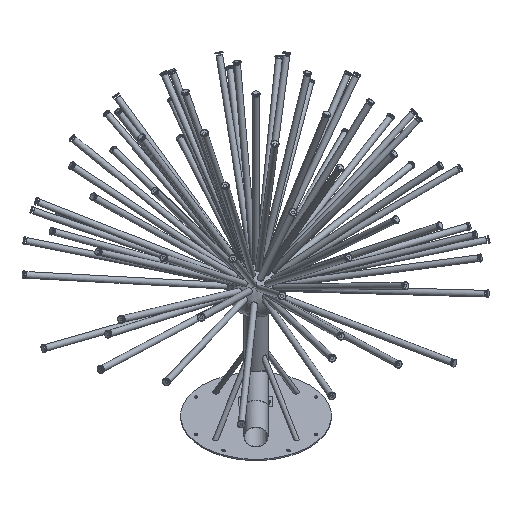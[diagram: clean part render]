
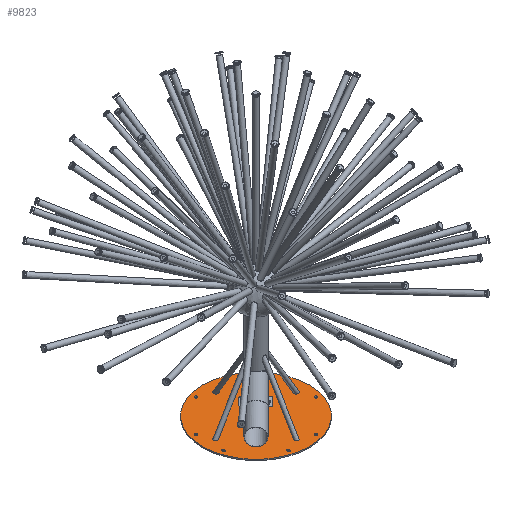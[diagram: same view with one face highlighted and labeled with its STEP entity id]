
A CAD part, isometric view. The second image highlights one B-rep face of the part: STEP entity #9823.
In plain terms, the highlighted face is planar.
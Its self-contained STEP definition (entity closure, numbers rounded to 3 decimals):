
#86=ELLIPSE('',#10490,9.913,8.5);
#87=ELLIPSE('',#10491,9.913,8.5);
#88=ELLIPSE('',#10492,9.913,8.5);
#89=ELLIPSE('',#10502,9.913,8.5);
#368=FACE_BOUND('',#2481,.T.);
#369=FACE_BOUND('',#2482,.T.);
#370=FACE_BOUND('',#2483,.T.);
#371=FACE_BOUND('',#2484,.T.);
#372=FACE_BOUND('',#2485,.T.);
#373=FACE_BOUND('',#2486,.T.);
#374=FACE_BOUND('',#2487,.T.);
#375=FACE_BOUND('',#2488,.T.);
#376=FACE_BOUND('',#2489,.T.);
#377=FACE_BOUND('',#2490,.T.);
#378=FACE_BOUND('',#2491,.T.);
#379=FACE_BOUND('',#2492,.T.);
#380=FACE_BOUND('',#2493,.T.);
#381=FACE_BOUND('',#2494,.T.);
#915=CIRCLE('',#10382,6.596);
#916=CIRCLE('',#10385,6.596);
#917=CIRCLE('',#10389,6.596);
#918=CIRCLE('',#10392,6.596);
#919=CIRCLE('',#10489,237.5);
#920=CIRCLE('',#10493,38.);
#921=CIRCLE('',#10494,6.);
#922=CIRCLE('',#10495,6.);
#923=CIRCLE('',#10496,6.);
#924=CIRCLE('',#10497,6.);
#925=CIRCLE('',#10498,6.);
#926=CIRCLE('',#10499,6.);
#927=CIRCLE('',#10500,6.);
#928=CIRCLE('',#10501,6.);
#1730=FACE_OUTER_BOUND('',#2480,.T.);
#2480=EDGE_LOOP('',(#7538));
#2481=EDGE_LOOP('',(#7539));
#2482=EDGE_LOOP('',(#7540));
#2483=EDGE_LOOP('',(#7541));
#2484=EDGE_LOOP('',(#7542));
#2485=EDGE_LOOP('',(#7543));
#2486=EDGE_LOOP('',(#7544));
#2487=EDGE_LOOP('',(#7545));
#2488=EDGE_LOOP('',(#7546));
#2489=EDGE_LOOP('',(#7547));
#2490=EDGE_LOOP('',(#7548));
#2491=EDGE_LOOP('',(#7549));
#2492=EDGE_LOOP('',(#7550));
#2493=EDGE_LOOP('',(#7551));
#2494=EDGE_LOOP('',(#7552,#7553,#7554,#7555,#7556,#7557,#7558,#7559));
#3802=LINE('',#15305,#4187);
#3806=LINE('',#15314,#4191);
#3826=LINE('',#15707,#4211);
#3829=LINE('',#15715,#4214);
#4187=VECTOR('',#11712,92.345);
#4191=VECTOR('',#11722,44.853);
#4211=VECTOR('',#11750,92.345);
#4214=VECTOR('',#11759,44.853);
#4606=VERTEX_POINT('',#15302);
#4607=VERTEX_POINT('',#15304);
#4608=VERTEX_POINT('',#15308);
#4609=VERTEX_POINT('',#15312);
#4610=VERTEX_POINT('',#15316);
#4627=VERTEX_POINT('',#15705);
#4628=VERTEX_POINT('',#15709);
#4629=VERTEX_POINT('',#15713);
#4852=VERTEX_POINT('',#16972);
#4853=VERTEX_POINT('',#16974);
#4854=VERTEX_POINT('',#16976);
#4855=VERTEX_POINT('',#16978);
#4856=VERTEX_POINT('',#16980);
#4857=VERTEX_POINT('',#16982);
#4858=VERTEX_POINT('',#16984);
#4859=VERTEX_POINT('',#16986);
#4860=VERTEX_POINT('',#16988);
#4861=VERTEX_POINT('',#16990);
#4862=VERTEX_POINT('',#16992);
#4863=VERTEX_POINT('',#16994);
#4864=VERTEX_POINT('',#16996);
#4865=VERTEX_POINT('',#16998);
#5564=EDGE_CURVE('',#4607,#4606,#3802,.T.);
#5567=EDGE_CURVE('',#4606,#4608,#915,.T.);
#5569=EDGE_CURVE('',#4608,#4609,#3806,.T.);
#5571=EDGE_CURVE('',#4609,#4610,#916,.T.);
#5610=EDGE_CURVE('',#4610,#4627,#3826,.T.);
#5612=EDGE_CURVE('',#4627,#4628,#917,.T.);
#5614=EDGE_CURVE('',#4628,#4629,#3829,.T.);
#5615=EDGE_CURVE('',#4629,#4607,#918,.T.);
#5949=EDGE_CURVE('',#4852,#4852,#919,.T.);
#5950=EDGE_CURVE('',#4853,#4853,#86,.T.);
#5951=EDGE_CURVE('',#4854,#4854,#87,.T.);
#5952=EDGE_CURVE('',#4855,#4855,#88,.T.);
#5953=EDGE_CURVE('',#4856,#4856,#920,.T.);
#5954=EDGE_CURVE('',#4857,#4857,#921,.T.);
#5955=EDGE_CURVE('',#4858,#4858,#922,.T.);
#5956=EDGE_CURVE('',#4859,#4859,#923,.T.);
#5957=EDGE_CURVE('',#4860,#4860,#924,.T.);
#5958=EDGE_CURVE('',#4861,#4861,#925,.T.);
#5959=EDGE_CURVE('',#4862,#4862,#926,.T.);
#5960=EDGE_CURVE('',#4863,#4863,#927,.T.);
#5961=EDGE_CURVE('',#4864,#4864,#928,.T.);
#5962=EDGE_CURVE('',#4865,#4865,#89,.T.);
#7538=ORIENTED_EDGE('',*,*,#5949,.F.);
#7539=ORIENTED_EDGE('',*,*,#5950,.T.);
#7540=ORIENTED_EDGE('',*,*,#5951,.T.);
#7541=ORIENTED_EDGE('',*,*,#5952,.T.);
#7542=ORIENTED_EDGE('',*,*,#5953,.T.);
#7543=ORIENTED_EDGE('',*,*,#5954,.T.);
#7544=ORIENTED_EDGE('',*,*,#5955,.T.);
#7545=ORIENTED_EDGE('',*,*,#5956,.T.);
#7546=ORIENTED_EDGE('',*,*,#5957,.T.);
#7547=ORIENTED_EDGE('',*,*,#5958,.T.);
#7548=ORIENTED_EDGE('',*,*,#5959,.T.);
#7549=ORIENTED_EDGE('',*,*,#5960,.T.);
#7550=ORIENTED_EDGE('',*,*,#5961,.T.);
#7551=ORIENTED_EDGE('',*,*,#5962,.T.);
#7552=ORIENTED_EDGE('',*,*,#5564,.T.);
#7553=ORIENTED_EDGE('',*,*,#5567,.T.);
#7554=ORIENTED_EDGE('',*,*,#5569,.T.);
#7555=ORIENTED_EDGE('',*,*,#5571,.T.);
#7556=ORIENTED_EDGE('',*,*,#5610,.T.);
#7557=ORIENTED_EDGE('',*,*,#5612,.T.);
#7558=ORIENTED_EDGE('',*,*,#5614,.T.);
#7559=ORIENTED_EDGE('',*,*,#5615,.T.);
#8845=PLANE('',#10488);
#9823=ADVANCED_FACE('',(#1730,#368,#369,#370,#371,#372,#373,#374,#375,#376,
#377,#378,#379,#380,#381),#8845,.T.);
#10382=AXIS2_PLACEMENT_3D('',#15310,#11717,#11718);
#10385=AXIS2_PLACEMENT_3D('',#15318,#11726,#11727);
#10389=AXIS2_PLACEMENT_3D('',#15711,#11754,#11755);
#10392=AXIS2_PLACEMENT_3D('',#15717,#11762,#11763);
#10488=AXIS2_PLACEMENT_3D('',#16971,#12225,#12226);
#10489=AXIS2_PLACEMENT_3D('',#16973,#12227,#12228);
#10490=AXIS2_PLACEMENT_3D('',#16975,#12229,#12230);
#10491=AXIS2_PLACEMENT_3D('',#16977,#12231,#12232);
#10492=AXIS2_PLACEMENT_3D('',#16979,#12233,#12234);
#10493=AXIS2_PLACEMENT_3D('',#16981,#12235,#12236);
#10494=AXIS2_PLACEMENT_3D('',#16983,#12237,#12238);
#10495=AXIS2_PLACEMENT_3D('',#16985,#12239,#12240);
#10496=AXIS2_PLACEMENT_3D('',#16987,#12241,#12242);
#10497=AXIS2_PLACEMENT_3D('',#16989,#12243,#12244);
#10498=AXIS2_PLACEMENT_3D('',#16991,#12245,#12246);
#10499=AXIS2_PLACEMENT_3D('',#16993,#12247,#12248);
#10500=AXIS2_PLACEMENT_3D('',#16995,#12249,#12250);
#10501=AXIS2_PLACEMENT_3D('',#16997,#12251,#12252);
#10502=AXIS2_PLACEMENT_3D('',#16999,#12253,#12254);
#11712=DIRECTION('',(0.707,0.,0.707));
#11717=DIRECTION('center_axis',(0.,-1.,0.));
#11718=DIRECTION('ref_axis',(-0.707,0.,-0.707));
#11722=DIRECTION('',(-0.707,0.,0.707));
#11726=DIRECTION('center_axis',(0.,-1.,0.));
#11727=DIRECTION('ref_axis',(0.707,0.,-0.707));
#11750=DIRECTION('',(-0.707,0.,-0.707));
#11754=DIRECTION('center_axis',(0.,-1.,0.));
#11755=DIRECTION('ref_axis',(0.707,0.,0.707));
#11759=DIRECTION('',(0.707,0.,-0.707));
#11762=DIRECTION('center_axis',(0.,-1.,0.));
#11763=DIRECTION('ref_axis',(-0.707,0.,0.707));
#12225=DIRECTION('center_axis',(0.,1.,0.));
#12226=DIRECTION('ref_axis',(0.,0.,1.));
#12227=DIRECTION('center_axis',(0.,-1.,0.));
#12228=DIRECTION('ref_axis',(1.,0.,0.));
#12229=DIRECTION('center_axis',(0.,-1.,0.));
#12230=DIRECTION('ref_axis',(0.,0.,1.));
#12231=DIRECTION('center_axis',(0.,-1.,0.));
#12232=DIRECTION('ref_axis',(1.,0.,0.));
#12233=DIRECTION('center_axis',(0.,-1.,0.));
#12234=DIRECTION('ref_axis',(0.,0.,
-1.));
#12235=DIRECTION('center_axis',(0.,-1.,0.));
#12236=DIRECTION('ref_axis',(1.,0.,0.));
#12237=DIRECTION('center_axis',(0.,-1.,0.));
#12238=DIRECTION('ref_axis',(-1.,0.,0.));
#12239=DIRECTION('center_axis',(0.,-1.,0.));
#12240=DIRECTION('ref_axis',(-1.,0.,0.));
#12241=DIRECTION('center_axis',(0.,-1.,0.));
#12242=DIRECTION('ref_axis',(-1.,0.,0.));
#12243=DIRECTION('center_axis',(0.,-1.,0.));
#12244=DIRECTION('ref_axis',(-1.,0.,0.));
#12245=DIRECTION('center_axis',(0.,-1.,0.));
#12246=DIRECTION('ref_axis',(-1.,0.,0.));
#12247=DIRECTION('center_axis',(0.,-1.,0.));
#12248=DIRECTION('ref_axis',(-1.,0.,0.));
#12249=DIRECTION('center_axis',(0.,-1.,0.));
#12250=DIRECTION('ref_axis',(-1.,0.,0.));
#12251=DIRECTION('center_axis',(0.,-1.,0.));
#12252=DIRECTION('ref_axis',(-1.,0.,0.));
#12253=DIRECTION('center_axis',(0.,-1.,0.));
#12254=DIRECTION('ref_axis',(-1.,0.,0.));
#15302=CARTESIAN_POINT('',(107.462,5.,-43.277));
#15304=CARTESIAN_POINT('',(42.164,5.,-108.575));
#15305=CARTESIAN_POINT('',(118.141,5.,-32.597));
#15308=CARTESIAN_POINT('',(107.462,5.,-33.948));
#15310=CARTESIAN_POINT('Origin',(102.798,5.,-38.612));
#15312=CARTESIAN_POINT('',(75.745,5.,-2.232));
#15314=CARTESIAN_POINT('',(131.484,5.,-57.971));
#15316=CARTESIAN_POINT('',(66.417,5.,-2.232));
#15318=CARTESIAN_POINT('Origin',(71.081,5.,-6.896));
#15705=CARTESIAN_POINT('',(1.119,5.,-67.53));
#15707=CARTESIAN_POINT('',(109.746,5.,41.097));
#15709=CARTESIAN_POINT('',(1.119,5.,-76.858));
#15711=CARTESIAN_POINT('Origin',(5.783,5.,-72.194));
#15713=CARTESIAN_POINT('',(32.835,5.,-108.575));
#15715=CARTESIAN_POINT('',(41.,5.,-116.739));
#15717=CARTESIAN_POINT('Origin',(37.499,5.,-103.91));
#16971=CARTESIAN_POINT('Origin',(237.5,5.,0.));
#16972=CARTESIAN_POINT('',(237.5,5.,0.));
#16973=CARTESIAN_POINT('Origin',(0.,5.,0.));
#16974=CARTESIAN_POINT('',(0.,5.,189.913));
#16975=CARTESIAN_POINT('Origin',(0.,5.,180.));
#16976=CARTESIAN_POINT('',(189.913,5.,0.));
#16977=CARTESIAN_POINT('Origin',(180.,5.,0.));
#16978=CARTESIAN_POINT('',(0.,5.,-189.913));
#16979=CARTESIAN_POINT('Origin',(0.,5.,-180.));
#16980=CARTESIAN_POINT('',(38.,5.,0.));
#16981=CARTESIAN_POINT('Origin',(0.,5.,0.));
#16982=CARTESIAN_POINT('',(212.016,5.,61.5));
#16983=CARTESIAN_POINT('Origin',(206.016,5.,61.5));
#16984=CARTESIAN_POINT('',(-55.5,5.,206.016));
#16985=CARTESIAN_POINT('Origin',(-61.5,5.,206.016));
#16986=CARTESIAN_POINT('',(-200.016,5.,-61.5));
#16987=CARTESIAN_POINT('Origin',(-206.016,5.,-61.5));
#16988=CARTESIAN_POINT('',(67.5,5.,-206.016));
#16989=CARTESIAN_POINT('Origin',(61.5,5.,-206.016));
#16990=CARTESIAN_POINT('',(-55.5,5.,-206.016));
#16991=CARTESIAN_POINT('Origin',(-61.5,5.,-206.016));
#16992=CARTESIAN_POINT('',(-200.016,5.,61.5));
#16993=CARTESIAN_POINT('Origin',(-206.016,5.,61.5));
#16994=CARTESIAN_POINT('',(67.5,5.,206.016));
#16995=CARTESIAN_POINT('Origin',(61.5,5.,206.016));
#16996=CARTESIAN_POINT('',(212.016,5.,-61.5));
#16997=CARTESIAN_POINT('Origin',(206.016,5.,-61.5));
#16998=CARTESIAN_POINT('',(-189.913,5.,0.));
#16999=CARTESIAN_POINT('Origin',(-180.,5.,0.));
